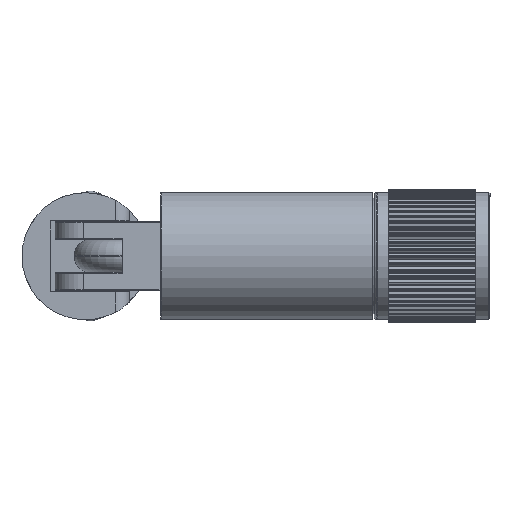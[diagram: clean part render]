
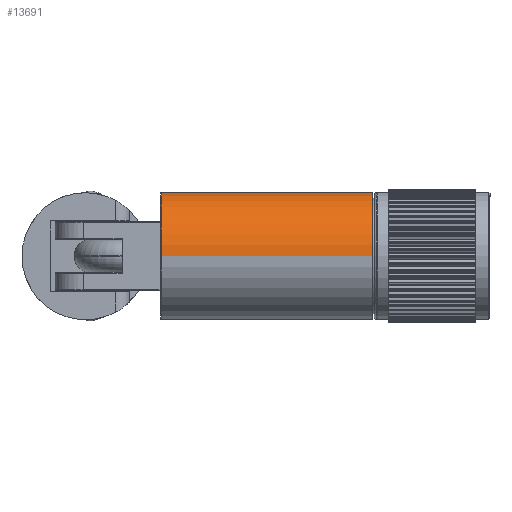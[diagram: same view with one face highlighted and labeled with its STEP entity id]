
A CAD part, front view. The second image highlights one B-rep face of the part: STEP entity #13691.
In plain terms, the highlighted cylindrical face has radius 4.5 mm (diameter 9 mm), a partial arc.
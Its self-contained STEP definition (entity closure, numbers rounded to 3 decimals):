
#998 = VERTEX_POINT ( 'NONE', #11392 ) ;
#1214 = ORIENTED_EDGE ( 'NONE', *, *, #2198, .T. ) ;
#1408 = CARTESIAN_POINT ( 'NONE',  ( 5.345, 4.759, -4.467 ) ) ;
#2198 = EDGE_CURVE ( 'NONE', #13887, #18515, #13459, .T. ) ;
#3923 = LINE ( 'NONE', #1408, #15117 ) ;
#4407 = FACE_OUTER_BOUND ( 'NONE', #19579, .T. ) ;
#4969 = CIRCLE ( 'NONE', #5549, 4.5 ) ;
#5549 = AXIS2_PLACEMENT_3D ( 'NONE', #7895, #15453, #11106 ) ;
#5856 = CARTESIAN_POINT ( 'NONE',  ( 20.345, 4.759, -4.467 ) ) ;
#7601 = DIRECTION ( 'NONE',  ( -1., 0., 0. ) ) ;
#7615 = DIRECTION ( 'NONE',  ( 1., 0., 0. ) ) ;
#7895 = CARTESIAN_POINT ( 'NONE',  ( 5.345, 4.759, 0.033 ) ) ;
#8408 = ORIENTED_EDGE ( 'NONE', *, *, #9081, .T. ) ;
#9002 = CARTESIAN_POINT ( 'NONE',  ( 5.345, 4.759, 4.533 ) ) ;
#9081 = EDGE_CURVE ( 'NONE', #998, #13887, #3923, .T. ) ;
#9465 = ORIENTED_EDGE ( 'NONE', *, *, #18609, .F. ) ;
#10037 = DIRECTION ( 'NONE',  ( 0., 0., -1. ) ) ;
#10244 = DIRECTION ( 'NONE',  ( 1., 0., 0. ) ) ;
#11106 = DIRECTION ( 'NONE',  ( 0., 0., 1. ) ) ;
#11290 = ORIENTED_EDGE ( 'NONE', *, *, #12884, .F. ) ;
#11392 = CARTESIAN_POINT ( 'NONE',  ( 5.345, 4.759, -4.467 ) ) ;
#12281 = CARTESIAN_POINT ( 'NONE',  ( 20.345, 4.759, 0.033 ) ) ;
#12484 = CARTESIAN_POINT ( 'NONE',  ( 20.345, 4.759, 4.533 ) ) ;
#12884 = EDGE_CURVE ( 'NONE', #998, #15175, #4969, .T. ) ;
#13123 = CARTESIAN_POINT ( 'NONE',  ( 5.345, 4.759, 0.033 ) ) ;
#13459 = CIRCLE ( 'NONE', #18763, 4.5 ) ;
#13686 = DIRECTION ( 'NONE',  ( 0., 0., 1. ) ) ;
#13691 = ADVANCED_FACE ( 'NONE', ( #4407 ), #16760, .T. ) ;
#13781 = LINE ( 'NONE', #15198, #14957 ) ;
#13887 = VERTEX_POINT ( 'NONE', #5856 ) ;
#14957 = VECTOR ( 'NONE', #16531, 1000. ) ;
#15117 = VECTOR ( 'NONE', #7615, 1000. ) ;
#15175 = VERTEX_POINT ( 'NONE', #9002 ) ;
#15198 = CARTESIAN_POINT ( 'NONE',  ( 5.345, 4.759, 4.533 ) ) ;
#15453 = DIRECTION ( 'NONE',  ( -1., 0., 0. ) ) ;
#16531 = DIRECTION ( 'NONE',  ( 1., 0., 0. ) ) ;
#16760 = CYLINDRICAL_SURFACE ( 'NONE', #19699, 4.5 ) ;
#18515 = VERTEX_POINT ( 'NONE', #12484 ) ;
#18609 = EDGE_CURVE ( 'NONE', #15175, #18515, #13781, .T. ) ;
#18763 = AXIS2_PLACEMENT_3D ( 'NONE', #12281, #7601, #13686 ) ;
#19579 = EDGE_LOOP ( 'NONE', ( #9465, #11290, #8408, #1214 ) ) ;
#19699 = AXIS2_PLACEMENT_3D ( 'NONE', #13123, #10244, #10037 ) ;
